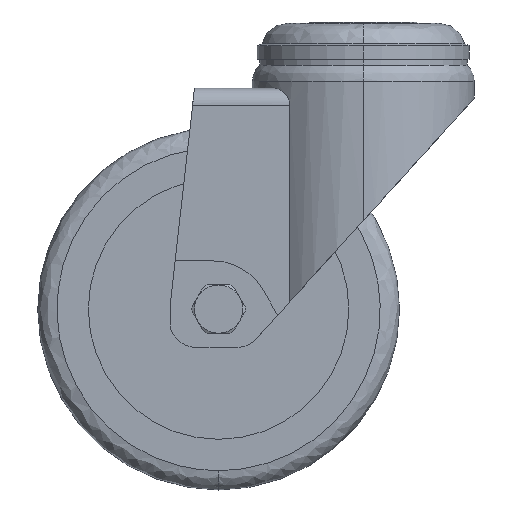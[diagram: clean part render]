
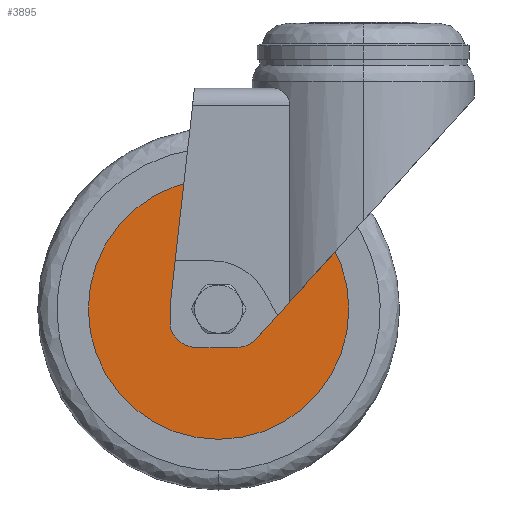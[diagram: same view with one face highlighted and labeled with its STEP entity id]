
A CAD part, left-side view. The second image highlights one B-rep face of the part: STEP entity #3895.
In plain terms, the highlighted planar face has unit normal (-1, 0, 0).
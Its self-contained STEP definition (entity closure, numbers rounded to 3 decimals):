
#41 = EDGE_CURVE ( 'NONE', #1968, #4415, #1538, .T. ) ;
#54 = ORIENTED_EDGE ( 'NONE', *, *, #3400, .T. ) ;
#65 = CARTESIAN_POINT ( 'NONE',  ( -11.749, 30., -59.5 ) ) ;
#92 = CARTESIAN_POINT ( 'NONE',  ( -11.749, 30., -62.675 ) ) ;
#102 = CIRCLE ( 'NONE', #3878, 27. ) ;
#340 = EDGE_LOOP ( 'NONE', ( #4410, #4805 ) ) ;
#550 = FACE_OUTER_BOUND ( 'NONE', #5297, .T. ) ;
#551 = PLANE ( 'NONE',  #2738 ) ;
#935 = CIRCLE ( 'NONE', #1398, 3.175 ) ;
#983 = DIRECTION ( 'NONE',  ( 0., 0., 1. ) ) ;
#1062 = CARTESIAN_POINT ( 'NONE',  ( -11.749, 30., -32.5 ) ) ;
#1279 = DIRECTION ( 'NONE',  ( 0., 0., -1. ) ) ;
#1398 = AXIS2_PLACEMENT_3D ( 'NONE', #1771, #2601, #2937 ) ;
#1402 = ORIENTED_EDGE ( 'NONE', *, *, #3095, .T. ) ;
#1538 = CIRCLE ( 'NONE', #2872, 3.175 ) ;
#1562 = VERTEX_POINT ( 'NONE', #1062 ) ;
#1589 = CARTESIAN_POINT ( 'NONE',  ( -11.749, 30., -59.5 ) ) ;
#1692 = DIRECTION ( 'NONE',  ( -1., 0., 0. ) ) ;
#1771 = CARTESIAN_POINT ( 'NONE',  ( -11.749, 30., -59.5 ) ) ;
#1776 = DIRECTION ( 'NONE',  ( -1., 0., 0. ) ) ;
#1968 = VERTEX_POINT ( 'NONE', #2538 ) ;
#2151 = DIRECTION ( 'NONE',  ( 0., 0., -1. ) ) ;
#2189 = CARTESIAN_POINT ( 'NONE',  ( -11.749, 30., -86.5 ) ) ;
#2385 = DIRECTION ( 'NONE',  ( 0., 0., -1. ) ) ;
#2537 = FACE_BOUND ( 'NONE', #340, .T. ) ;
#2538 = CARTESIAN_POINT ( 'NONE',  ( -11.749, 30., -56.325 ) ) ;
#2569 = DIRECTION ( 'NONE',  ( 1., 0., 0. ) ) ;
#2601 = DIRECTION ( 'NONE',  ( 1., 0., 0. ) ) ;
#2738 = AXIS2_PLACEMENT_3D ( 'NONE', #5047, #1776, #983 ) ;
#2773 = AXIS2_PLACEMENT_3D ( 'NONE', #65, #1692, #1279 ) ;
#2872 = AXIS2_PLACEMENT_3D ( 'NONE', #4657, #2569, #2151 ) ;
#2937 = DIRECTION ( 'NONE',  ( 0., 0., -1. ) ) ;
#3095 = EDGE_CURVE ( 'NONE', #1562, #3959, #102, .T. ) ;
#3400 = EDGE_CURVE ( 'NONE', #3959, #1562, #3900, .T. ) ;
#3878 = AXIS2_PLACEMENT_3D ( 'NONE', #1589, #4483, #2385 ) ;
#3895 = ADVANCED_FACE ( 'NONE', ( #550, #2537 ), #551, .T. ) ;
#3900 = CIRCLE ( 'NONE', #2773, 27. ) ;
#3959 = VERTEX_POINT ( 'NONE', #2189 ) ;
#4410 = ORIENTED_EDGE ( 'NONE', *, *, #4702, .T. ) ;
#4415 = VERTEX_POINT ( 'NONE', #92 ) ;
#4483 = DIRECTION ( 'NONE',  ( -1., 0., 0. ) ) ;
#4657 = CARTESIAN_POINT ( 'NONE',  ( -11.749, 30., -59.5 ) ) ;
#4702 = EDGE_CURVE ( 'NONE', #4415, #1968, #935, .T. ) ;
#4805 = ORIENTED_EDGE ( 'NONE', *, *, #41, .T. ) ;
#5047 = CARTESIAN_POINT ( 'NONE',  ( -11.749, 30., -59.5 ) ) ;
#5297 = EDGE_LOOP ( 'NONE', ( #54, #1402 ) ) ;
